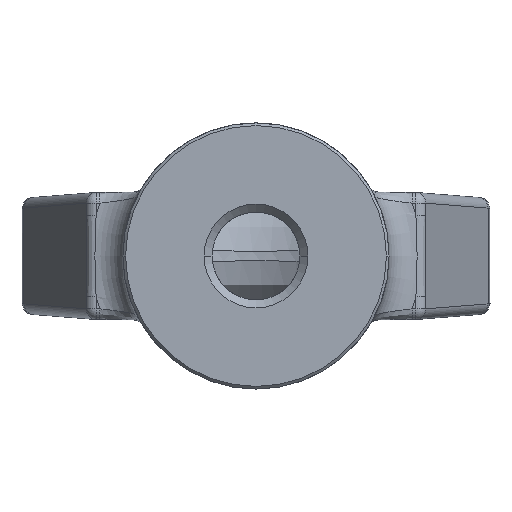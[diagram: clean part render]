
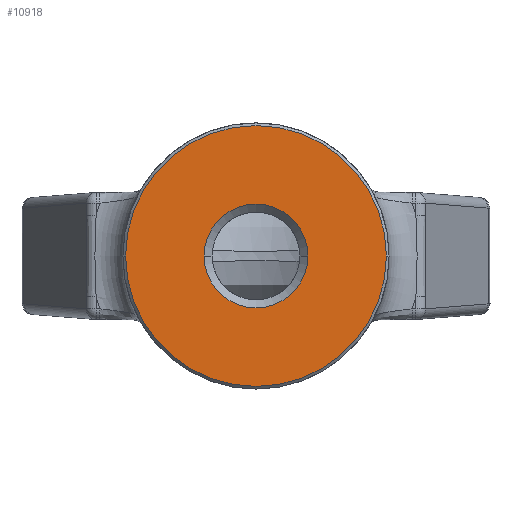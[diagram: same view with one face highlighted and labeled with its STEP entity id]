
A CAD part, front view. The second image highlights one B-rep face of the part: STEP entity #10918.
In plain terms, the highlighted planar face has unit normal (0, -1, 0).
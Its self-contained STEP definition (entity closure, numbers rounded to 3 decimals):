
#2227=CARTESIAN_POINT('',(0.,-86.,0.));
#2228=DIRECTION('',(0.,-1.,0.));
#2229=DIRECTION('',(-1.,0.,0.));
#2230=AXIS2_PLACEMENT_3D('',#2227,#2228,#2229);
#2232=CARTESIAN_POINT('',(0.,-86.,0.));
#2233=DIRECTION('',(0.,1.,0.));
#2234=DIRECTION('',(-1.,0.,0.));
#2235=AXIS2_PLACEMENT_3D('',#2232,#2233,#2234);
#2237=CARTESIAN_POINT('',(0.,-86.,0.));
#2238=DIRECTION('',(0.,-1.,0.));
#2239=DIRECTION('',(-1.,0.,0.));
#2240=AXIS2_PLACEMENT_3D('',#2237,#2238,#2239);
#2242=CARTESIAN_POINT('',(0.,-86.,0.));
#2243=DIRECTION('',(0.,-1.,0.));
#2244=DIRECTION('',(1.,0.,0.));
#2245=AXIS2_PLACEMENT_3D('',#2242,#2243,#2244);
#6792=CARTESIAN_POINT('',(-49.,-86.,0.));
#6793=VERTEX_POINT('',#6792);
#6794=CARTESIAN_POINT('',(49.,-86.,0.));
#6795=VERTEX_POINT('',#6794);
#6800=CARTESIAN_POINT('',(-19.5,-86.,0.));
#6801=CARTESIAN_POINT('',(19.5,-86.,0.));
#6802=VERTEX_POINT('',#6800);
#6803=VERTEX_POINT('',#6801);
#10902=CARTESIAN_POINT('',(0.,-86.,0.));
#10903=DIRECTION('',(0.,1.,0.));
#10904=DIRECTION('',(1.,0.,0.));
#10905=AXIS2_PLACEMENT_3D('',#10902,#10903,#10904);
#10906=PLANE('',#10905);
#10908=ORIENTED_EDGE('',*,*,#10907,.F.);
#10910=ORIENTED_EDGE('',*,*,#10909,.T.);
#10911=EDGE_LOOP('',(#10908,#10910));
#10912=FACE_OUTER_BOUND('',#10911,.F.);
#10914=ORIENTED_EDGE('',*,*,#10913,.T.);
#10915=ORIENTED_EDGE('',*,*,#10892,.T.);
#10916=EDGE_LOOP('',(#10914,#10915));
#10917=FACE_BOUND('',#10916,.F.);
#10918=ADVANCED_FACE('',(#10912,#10917),#10906,.F.);
#2231=CIRCLE('',#2230,49.);
#2236=CIRCLE('',#2235,49.);
#2241=CIRCLE('',#2240,19.5);
#2246=CIRCLE('',#2245,19.5);
#10892=EDGE_CURVE('',#6803,#6802,#2246,.T.);
#10907=EDGE_CURVE('',#6793,#6795,#2231,.T.);
#10909=EDGE_CURVE('',#6793,#6795,#2236,.T.);
#10913=EDGE_CURVE('',#6802,#6803,#2241,.T.);
